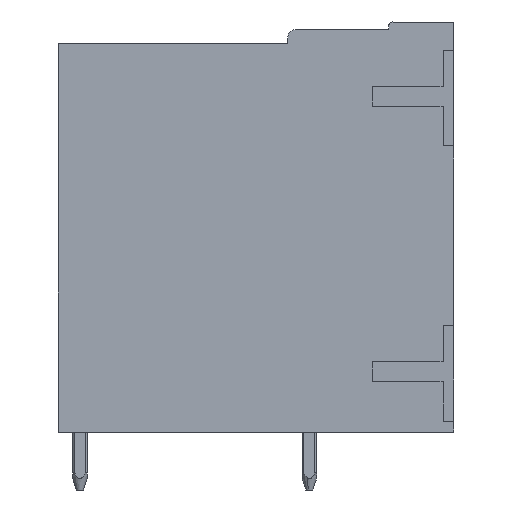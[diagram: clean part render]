
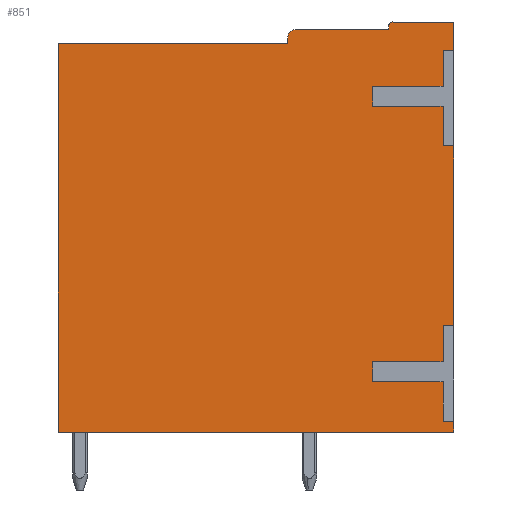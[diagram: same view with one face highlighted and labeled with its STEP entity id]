
A CAD part, left-side view. The second image highlights one B-rep face of the part: STEP entity #851.
In plain terms, the highlighted planar face has unit normal (-1, 0, 0).
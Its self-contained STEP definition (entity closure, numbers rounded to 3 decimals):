
#750=AXIS2_PLACEMENT_3D('Plane Axis2P3D',#747,#748,#749) ;
#764=AXIS2_PLACEMENT_3D('Circle Axis2P3D',#762,#763,$) ;
#785=AXIS2_PLACEMENT_3D('Circle Axis2P3D',#783,#784,$) ;
#36=CARTESIAN_POINT('Line Origine',(0.3,0.3,9.1)) ;
#40=CARTESIAN_POINT('Vertex',(0.3,0.,9.1)) ;
#42=CARTESIAN_POINT('Vertex',(0.3,0.6,9.1)) ;
#76=CARTESIAN_POINT('Line Origine',(0.3,0.6,8.1)) ;
#80=CARTESIAN_POINT('Vertex',(0.3,0.6,7.1)) ;
#163=CARTESIAN_POINT('Line Origine',(0.3,2.55,7.1)) ;
#167=CARTESIAN_POINT('Vertex',(0.3,4.5,7.1)) ;
#187=CARTESIAN_POINT('Line Origine',(0.3,4.5,6.55)) ;
#191=CARTESIAN_POINT('Vertex',(0.3,4.5,6.)) ;
#211=CARTESIAN_POINT('Line Origine',(0.3,2.55,6.)) ;
#215=CARTESIAN_POINT('Vertex',(0.3,0.6,6.)) ;
#230=CARTESIAN_POINT('Line Origine',(0.3,0.6,4.9)) ;
#234=CARTESIAN_POINT('Vertex',(0.3,0.6,3.8)) ;
#254=CARTESIAN_POINT('Line Origine',(0.3,0.3,3.8)) ;
#258=CARTESIAN_POINT('Vertex',(0.3,0.,3.8)) ;
#278=CARTESIAN_POINT('Line Origine',(0.3,0.3,24.34)) ;
#282=CARTESIAN_POINT('Vertex',(0.3,0.,24.34)) ;
#284=CARTESIAN_POINT('Vertex',(0.3,0.6,24.34)) ;
#376=CARTESIAN_POINT('Line Origine',(0.3,0.3,19.04)) ;
#380=CARTESIAN_POINT('Vertex',(0.3,0.6,19.04)) ;
#382=CARTESIAN_POINT('Vertex',(0.3,0.,19.04)) ;
#402=CARTESIAN_POINT('Line Origine',(0.3,0.6,23.34)) ;
#406=CARTESIAN_POINT('Vertex',(0.3,0.6,22.34)) ;
#426=CARTESIAN_POINT('Line Origine',(0.3,2.55,22.34)) ;
#430=CARTESIAN_POINT('Vertex',(0.3,4.5,22.34)) ;
#445=CARTESIAN_POINT('Line Origine',(0.3,4.5,21.79)) ;
#449=CARTESIAN_POINT('Vertex',(0.3,4.5,21.24)) ;
#469=CARTESIAN_POINT('Line Origine',(0.3,2.55,21.24)) ;
#473=CARTESIAN_POINT('Vertex',(0.3,0.6,21.24)) ;
#488=CARTESIAN_POINT('Line Origine',(0.3,0.6,20.14)) ;
#725=CARTESIAN_POINT('Vertex',(0.3,3.4,25.9)) ;
#728=CARTESIAN_POINT('Line Origine',(0.3,1.7,25.9)) ;
#732=CARTESIAN_POINT('Vertex',(0.3,0.,25.9)) ;
#747=CARTESIAN_POINT('Axis2P3D Location',(0.3,0.,0.)) ;
#752=CARTESIAN_POINT('Line Origine',(0.3,0.,14.07)) ;
#757=CARTESIAN_POINT('Line Origine',(0.3,0.,25.12)) ;
#762=CARTESIAN_POINT('Axis2P3D Location',(0.3,3.4,25.7)) ;
#766=CARTESIAN_POINT('Vertex',(0.3,3.6,25.7)) ;
#769=CARTESIAN_POINT('Line Origine',(0.3,3.6,25.6)) ;
#773=CARTESIAN_POINT('Vertex',(0.3,3.6,25.5)) ;
#776=CARTESIAN_POINT('Line Origine',(0.3,6.15,25.5)) ;
#780=CARTESIAN_POINT('Vertex',(0.3,8.7,25.5)) ;
#783=CARTESIAN_POINT('Axis2P3D Location',(0.3,8.7,25.)) ;
#787=CARTESIAN_POINT('Vertex',(0.3,9.2,25.)) ;
#790=CARTESIAN_POINT('Line Origine',(0.3,9.2,24.85)) ;
#794=CARTESIAN_POINT('Vertex',(0.3,9.2,24.7)) ;
#797=CARTESIAN_POINT('Line Origine',(0.3,15.55,24.7)) ;
#801=CARTESIAN_POINT('Vertex',(0.3,21.9,24.7)) ;
#804=CARTESIAN_POINT('Line Origine',(0.3,21.9,13.95)) ;
#808=CARTESIAN_POINT('Vertex',(0.3,21.9,3.2)) ;
#811=CARTESIAN_POINT('Line Origine',(0.3,10.95,3.2)) ;
#815=CARTESIAN_POINT('Vertex',(0.3,0.,3.2)) ;
#818=CARTESIAN_POINT('Line Origine',(0.3,0.,3.5)) ;
#37=DIRECTION('Vector Direction',(0.,-1.,0.)) ;
#77=DIRECTION('Vector Direction',(0.,0.,1.)) ;
#164=DIRECTION('Vector Direction',(0.,-1.,0.)) ;
#188=DIRECTION('Vector Direction',(0.,0.,1.)) ;
#212=DIRECTION('Vector Direction',(0.,1.,0.)) ;
#231=DIRECTION('Vector Direction',(0.,0.,1.)) ;
#255=DIRECTION('Vector Direction',(0.,1.,0.)) ;
#279=DIRECTION('Vector Direction',(0.,-1.,0.)) ;
#377=DIRECTION('Vector Direction',(0.,1.,0.)) ;
#403=DIRECTION('Vector Direction',(0.,0.,-1.)) ;
#427=DIRECTION('Vector Direction',(0.,1.,0.)) ;
#446=DIRECTION('Vector Direction',(0.,0.,-1.)) ;
#470=DIRECTION('Vector Direction',(0.,-1.,0.)) ;
#489=DIRECTION('Vector Direction',(0.,0.,-1.)) ;
#729=DIRECTION('Vector Direction',(0.,-1.,0.)) ;
#748=DIRECTION('Axis2P3D Direction',(-1.,0.,0.)) ;
#749=DIRECTION('Axis2P3D XDirection',(0.,-1.,0.)) ;
#753=DIRECTION('Vector Direction',(0.,0.,-1.)) ;
#758=DIRECTION('Vector Direction',(0.,0.,-1.)) ;
#763=DIRECTION('Axis2P3D Direction',(-1.,0.,0.)) ;
#770=DIRECTION('Vector Direction',(0.,0.,1.)) ;
#777=DIRECTION('Vector Direction',(0.,-1.,0.)) ;
#784=DIRECTION('Axis2P3D Direction',(-1.,0.,0.)) ;
#791=DIRECTION('Vector Direction',(0.,0.,1.)) ;
#798=DIRECTION('Vector Direction',(0.,-1.,0.)) ;
#805=DIRECTION('Vector Direction',(0.,0.,1.)) ;
#812=DIRECTION('Vector Direction',(0.,1.,0.)) ;
#819=DIRECTION('Vector Direction',(0.,0.,-1.)) ;
#38=VECTOR('Line Direction',#37,1.) ;
#78=VECTOR('Line Direction',#77,1.) ;
#165=VECTOR('Line Direction',#164,1.) ;
#189=VECTOR('Line Direction',#188,1.) ;
#213=VECTOR('Line Direction',#212,1.) ;
#232=VECTOR('Line Direction',#231,1.) ;
#256=VECTOR('Line Direction',#255,1.) ;
#280=VECTOR('Line Direction',#279,1.) ;
#378=VECTOR('Line Direction',#377,1.) ;
#404=VECTOR('Line Direction',#403,1.) ;
#428=VECTOR('Line Direction',#427,1.) ;
#447=VECTOR('Line Direction',#446,1.) ;
#471=VECTOR('Line Direction',#470,1.) ;
#490=VECTOR('Line Direction',#489,1.) ;
#730=VECTOR('Line Direction',#729,1.) ;
#754=VECTOR('Line Direction',#753,1.) ;
#759=VECTOR('Line Direction',#758,1.) ;
#771=VECTOR('Line Direction',#770,1.) ;
#778=VECTOR('Line Direction',#777,1.) ;
#792=VECTOR('Line Direction',#791,1.) ;
#799=VECTOR('Line Direction',#798,1.) ;
#806=VECTOR('Line Direction',#805,1.) ;
#813=VECTOR('Line Direction',#812,1.) ;
#820=VECTOR('Line Direction',#819,1.) ;
#824=ORIENTED_EDGE('',*,*,#756,.T.) ;
#825=ORIENTED_EDGE('',*,*,#384,.F.) ;
#826=ORIENTED_EDGE('',*,*,#492,.F.) ;
#827=ORIENTED_EDGE('',*,*,#475,.F.) ;
#828=ORIENTED_EDGE('',*,*,#451,.F.) ;
#829=ORIENTED_EDGE('',*,*,#432,.F.) ;
#830=ORIENTED_EDGE('',*,*,#408,.F.) ;
#831=ORIENTED_EDGE('',*,*,#286,.F.) ;
#832=ORIENTED_EDGE('',*,*,#761,.T.) ;
#833=ORIENTED_EDGE('',*,*,#734,.T.) ;
#834=ORIENTED_EDGE('',*,*,#768,.T.) ;
#835=ORIENTED_EDGE('',*,*,#775,.T.) ;
#836=ORIENTED_EDGE('',*,*,#782,.T.) ;
#837=ORIENTED_EDGE('',*,*,#789,.T.) ;
#838=ORIENTED_EDGE('',*,*,#796,.T.) ;
#839=ORIENTED_EDGE('',*,*,#803,.T.) ;
#840=ORIENTED_EDGE('',*,*,#810,.T.) ;
#841=ORIENTED_EDGE('',*,*,#817,.T.) ;
#842=ORIENTED_EDGE('',*,*,#822,.T.) ;
#843=ORIENTED_EDGE('',*,*,#260,.F.) ;
#844=ORIENTED_EDGE('',*,*,#236,.F.) ;
#845=ORIENTED_EDGE('',*,*,#217,.F.) ;
#846=ORIENTED_EDGE('',*,*,#193,.F.) ;
#847=ORIENTED_EDGE('',*,*,#169,.F.) ;
#848=ORIENTED_EDGE('',*,*,#82,.F.) ;
#849=ORIENTED_EDGE('',*,*,#44,.F.) ;
#851=ADVANCED_FACE('HOUSING',(#850),#751,.T.) ;
#765=CIRCLE('generated circle',#764,0.2) ;
#786=CIRCLE('generated circle',#785,0.5) ;
#44=EDGE_CURVE('',#41,#43,#39,.F.) ;
#82=EDGE_CURVE('',#43,#81,#79,.F.) ;
#169=EDGE_CURVE('',#81,#168,#166,.F.) ;
#193=EDGE_CURVE('',#168,#192,#190,.F.) ;
#217=EDGE_CURVE('',#192,#216,#214,.F.) ;
#236=EDGE_CURVE('',#216,#235,#233,.F.) ;
#260=EDGE_CURVE('',#235,#259,#257,.F.) ;
#286=EDGE_CURVE('',#283,#285,#281,.F.) ;
#384=EDGE_CURVE('',#381,#383,#379,.F.) ;
#408=EDGE_CURVE('',#285,#407,#405,.T.) ;
#432=EDGE_CURVE('',#407,#431,#429,.T.) ;
#451=EDGE_CURVE('',#431,#450,#448,.T.) ;
#475=EDGE_CURVE('',#450,#474,#472,.T.) ;
#492=EDGE_CURVE('',#474,#381,#491,.T.) ;
#734=EDGE_CURVE('',#733,#726,#731,.F.) ;
#756=EDGE_CURVE('',#41,#383,#755,.F.) ;
#761=EDGE_CURVE('',#283,#733,#760,.F.) ;
#768=EDGE_CURVE('',#726,#767,#765,.T.) ;
#775=EDGE_CURVE('',#767,#774,#772,.F.) ;
#782=EDGE_CURVE('',#774,#781,#779,.F.) ;
#789=EDGE_CURVE('',#781,#788,#786,.T.) ;
#796=EDGE_CURVE('',#788,#795,#793,.F.) ;
#803=EDGE_CURVE('',#795,#802,#800,.F.) ;
#810=EDGE_CURVE('',#802,#809,#807,.F.) ;
#817=EDGE_CURVE('',#809,#816,#814,.F.) ;
#822=EDGE_CURVE('',#816,#259,#821,.F.) ;
#823=EDGE_LOOP('',(#824,#825,#826,#827,#828,#829,#830,#831,#832,#833,#834,#835,#836,#837,#838,#839,#840,#841,#842,#843,#844,#845,#846,#847,#848,#849)) ;
#850=FACE_OUTER_BOUND('',#823,.T.) ;
#39=LINE('Line',#36,#38) ;
#79=LINE('Line',#76,#78) ;
#166=LINE('Line',#163,#165) ;
#190=LINE('Line',#187,#189) ;
#214=LINE('Line',#211,#213) ;
#233=LINE('Line',#230,#232) ;
#257=LINE('Line',#254,#256) ;
#281=LINE('Line',#278,#280) ;
#379=LINE('Line',#376,#378) ;
#405=LINE('Line',#402,#404) ;
#429=LINE('Line',#426,#428) ;
#448=LINE('Line',#445,#447) ;
#472=LINE('Line',#469,#471) ;
#491=LINE('Line',#488,#490) ;
#731=LINE('Line',#728,#730) ;
#755=LINE('Line',#752,#754) ;
#760=LINE('Line',#757,#759) ;
#772=LINE('Line',#769,#771) ;
#779=LINE('Line',#776,#778) ;
#793=LINE('Line',#790,#792) ;
#800=LINE('Line',#797,#799) ;
#807=LINE('Line',#804,#806) ;
#814=LINE('Line',#811,#813) ;
#821=LINE('Line',#818,#820) ;
#751=PLANE('',#750) ;
#41=VERTEX_POINT('',#40) ;
#43=VERTEX_POINT('',#42) ;
#81=VERTEX_POINT('',#80) ;
#168=VERTEX_POINT('',#167) ;
#192=VERTEX_POINT('',#191) ;
#216=VERTEX_POINT('',#215) ;
#235=VERTEX_POINT('',#234) ;
#259=VERTEX_POINT('',#258) ;
#283=VERTEX_POINT('',#282) ;
#285=VERTEX_POINT('',#284) ;
#381=VERTEX_POINT('',#380) ;
#383=VERTEX_POINT('',#382) ;
#407=VERTEX_POINT('',#406) ;
#431=VERTEX_POINT('',#430) ;
#450=VERTEX_POINT('',#449) ;
#474=VERTEX_POINT('',#473) ;
#726=VERTEX_POINT('',#725) ;
#733=VERTEX_POINT('',#732) ;
#767=VERTEX_POINT('',#766) ;
#774=VERTEX_POINT('',#773) ;
#781=VERTEX_POINT('',#780) ;
#788=VERTEX_POINT('',#787) ;
#795=VERTEX_POINT('',#794) ;
#802=VERTEX_POINT('',#801) ;
#809=VERTEX_POINT('',#808) ;
#816=VERTEX_POINT('',#815) ;
